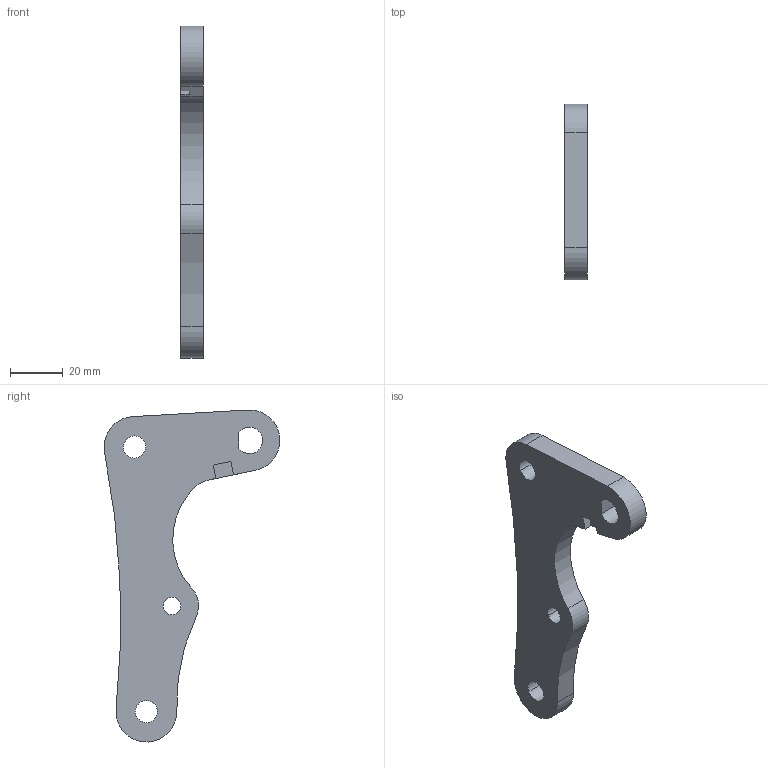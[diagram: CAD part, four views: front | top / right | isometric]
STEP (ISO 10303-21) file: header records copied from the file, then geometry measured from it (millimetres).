
FILE_DESCRIPTION(('CATIA V5 STEP Exchange'),'2;1');
FILE_NAME('Deport_Etrier_600XT.stp','2021-05-15T18:23:56+00:00',('none'),('none'),'CATIA Version 5 Release 21 GA (IN-10)','CATIA V5 STEP AP203','none');
FILE_SCHEMA(('CONFIG_CONTROL_DESIGN'));
Length unit declared in the file: millimetre
Products named in the file (1): Deport Etrier
Bounding box: 8.5 x 66.42 x 125.36 mm (x, y, z)
Volume: 31039.7 mm3; surface area: 11197.8 mm2
Topology: 1 solids, 1 shells, 24 faces, 67 edges, 68 vertices
Faces by surface type: cylinder 15, plane 9
Entity records: 831 total; most frequent: CARTESIAN_POINT 158, ORIENTED_EDGE 132, DIRECTION 111, EDGE_CURVE 66, AXIS2_PLACEMENT_3D 53, VERTEX_POINT 44, VECTOR 37, LINE 37
